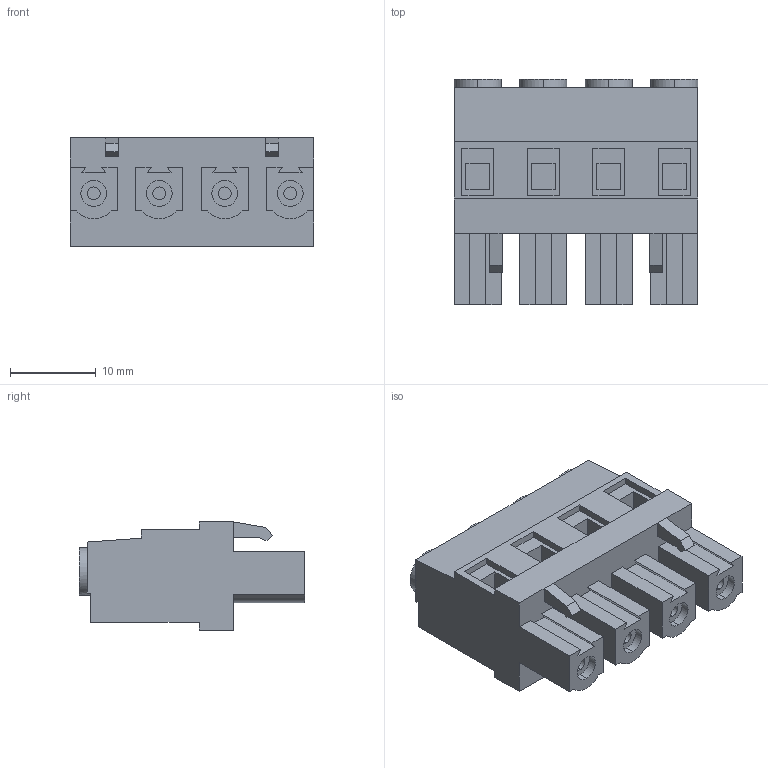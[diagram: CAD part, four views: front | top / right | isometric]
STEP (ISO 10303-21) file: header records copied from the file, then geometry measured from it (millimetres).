
FILE_DESCRIPTION (( 'STEP AP203' ), '1' );
FILE_NAME ('SOKETLI BASKILI DEVRE KLEMENSI - 7,62 MM DIK DISI - 4 LI.STEP', '2018-09-21T06:39:02', ( 'user' ), ( '' ), 'SwSTEP 2.0', 'SolidWorks 2016', '' );
FILE_SCHEMA (( 'CONFIG_CONTROL_DESIGN' ));
Length unit declared in the file: millimetre
Products named in the file (1): SOKETLI BASKILI DEVRE KLEMENSI  - 7,62 MM DIK DISI - 4 LI
Bounding box: 28.36 x 26.25 x 12.6 mm (x, y, z)
Volume: 5755 mm3; surface area: 3649.8 mm2
Topology: 1 solids, 1 shells, 182 faces, 468 edges, 310 vertices
Faces by surface type: plane 144, cylinder 38
Entity records: 5583 total; most frequent: CARTESIAN_POINT 961, DIRECTION 936, ORIENTED_EDGE 936, EDGE_CURVE 468, LINE 366, VECTOR 366, VERTEX_POINT 310, AXIS2_PLACEMENT_3D 285
